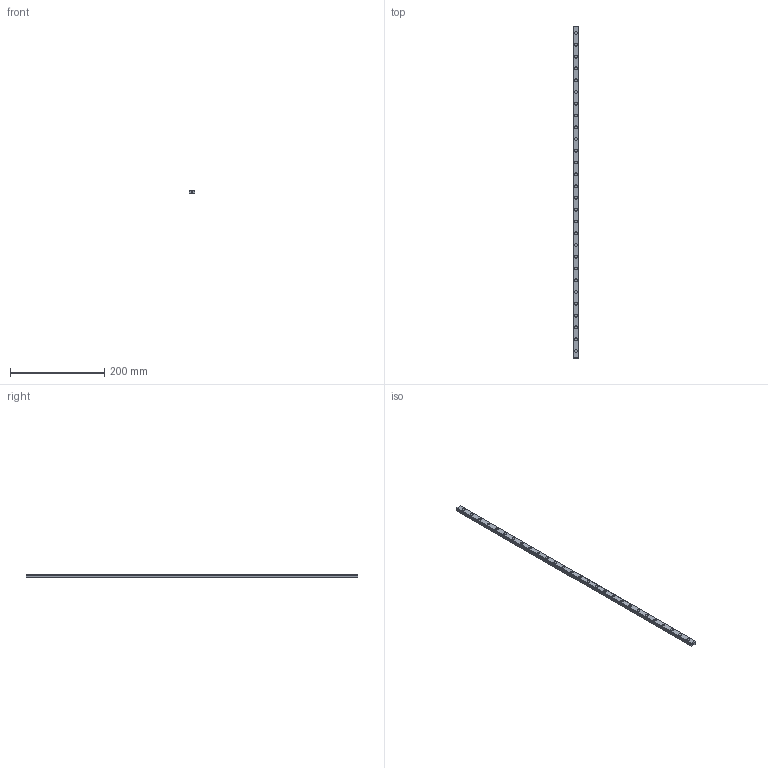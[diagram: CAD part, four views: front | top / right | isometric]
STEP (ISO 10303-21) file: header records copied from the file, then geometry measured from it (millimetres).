
FILE_DESCRIPTION(('STEP AP214'),'1');
FILE_NAME('cctmp_1D99449C-A92F-4D95-AF6D-FCBEBA422CB9_2021_02_19_10_57_46_0835..stp','2021-02-19T09:57:46',('HIWIN GmbH'),('CADClick - www.CADClick.com'),'Spatial InterOp 3D',' ','unknown authorization');
FILE_SCHEMA(('AUTOMOTIVE_DESIGN'));
Length unit declared in the file: millimetre
Products named in the file (1): MGNR12R705CM_FILE
Bounding box: 12 x 705 x 8 mm (x, y, z)
Volume: 60410.3 mm3; surface area: 35131.7 mm2
Topology: 1 solids, 1 shells, 347 faces, 771 edges, 514 vertices
Faces by surface type: cylinder 184, plane 163
Entity records: 12553 total; most frequent: DIRECTION 1835, CARTESIAN_POINT 1633, ORIENTED_EDGE 1542, EDGE_CURVE 771, AXIS2_PLACEMENT_3D 716, VERTEX_POINT 514, EDGE_LOOP 435, LINE 403
